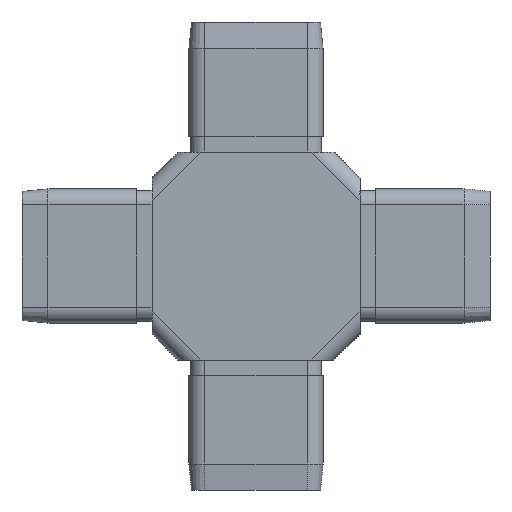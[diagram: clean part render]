
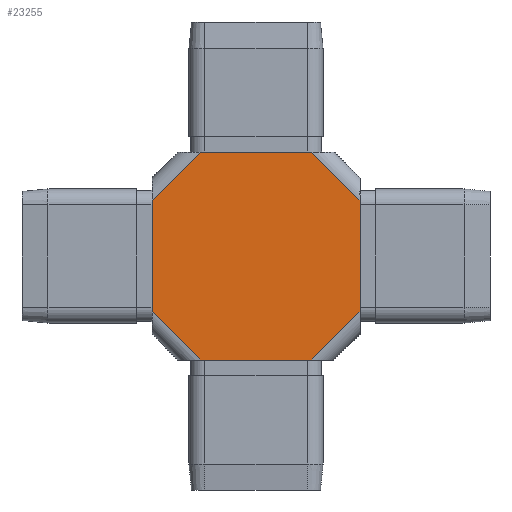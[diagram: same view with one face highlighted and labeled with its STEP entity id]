
A CAD part, left-side view. The second image highlights one B-rep face of the part: STEP entity #23255.
In plain terms, the highlighted planar face has unit normal (-1, 0, 0).
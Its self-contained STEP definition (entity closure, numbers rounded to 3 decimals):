
#1772 = ORIENTED_EDGE ( 'NONE', *, *, #9480, .T. ) ;
#2287 = VERTEX_POINT ( 'NONE', #27630 ) ;
#2473 = EDGE_CURVE ( 'NONE', #4598, #2287, #23490, .T. ) ;
#2936 = DIRECTION ( 'NONE',  ( 0., -1., 0. ) ) ;
#3231 = LINE ( 'NONE', #26989, #27417 ) ;
#3480 = ORIENTED_EDGE ( 'NONE', *, *, #2473, .F. ) ;
#3498 = DIRECTION ( 'NONE',  ( 0., 0.707, -0.707 ) ) ;
#3648 = VERTEX_POINT ( 'NONE', #6555 ) ;
#4598 = VERTEX_POINT ( 'NONE', #13704 ) ;
#5418 = ORIENTED_EDGE ( 'NONE', *, *, #7502, .T. ) ;
#6160 = DIRECTION ( 'NONE',  ( 0., 1., 0. ) ) ;
#6290 = LINE ( 'NONE', #29755, #6673 ) ;
#6429 = DIRECTION ( 'NONE',  ( 0., 0., -1. ) ) ;
#6555 = CARTESIAN_POINT ( 'NONE',  ( -15., -10.757, 20. ) ) ;
#6673 = VECTOR ( 'NONE', #21996, 1000. ) ;
#6926 = VERTEX_POINT ( 'NONE', #16947 ) ;
#6945 = VERTEX_POINT ( 'NONE', #12094 ) ;
#7502 = EDGE_CURVE ( 'NONE', #32786, #25276, #18080, .T. ) ;
#8250 = CARTESIAN_POINT ( 'NONE',  ( -15., 20., -20. ) ) ;
#9178 = EDGE_CURVE ( 'NONE', #26913, #2287, #3231, .T. ) ;
#9480 = EDGE_CURVE ( 'NONE', #25276, #26913, #17359, .T. ) ;
#9568 = LINE ( 'NONE', #28872, #12401 ) ;
#10533 = VECTOR ( 'NONE', #2936, 1000. ) ;
#11358 = PLANE ( 'NONE',  #30249 ) ;
#11540 = DIRECTION ( 'NONE',  ( 0., -0.707, 0.707 ) ) ;
#12094 = CARTESIAN_POINT ( 'NONE',  ( -15., 20., 10.757 ) ) ;
#12401 = VECTOR ( 'NONE', #18152, 1000. ) ;
#13704 = CARTESIAN_POINT ( 'NONE',  ( -15., -20., 10.757 ) ) ;
#13714 = VECTOR ( 'NONE', #3498, 1000. ) ;
#15275 = DIRECTION ( 'NONE',  ( 0., 0., -1. ) ) ;
#15791 = VECTOR ( 'NONE', #15275, 1000. ) ;
#15876 = FACE_OUTER_BOUND ( 'NONE', #19085, .T. ) ;
#16450 = DIRECTION ( 'NONE',  ( 0., -0.707, -0.707 ) ) ;
#16947 = CARTESIAN_POINT ( 'NONE',  ( -15., 10.757, 20. ) ) ;
#17359 = LINE ( 'NONE', #8250, #10533 ) ;
#18025 = ORIENTED_EDGE ( 'NONE', *, *, #20151, .F. ) ;
#18080 = LINE ( 'NONE', #29108, #19322 ) ;
#18126 = EDGE_CURVE ( 'NONE', #4598, #3648, #6290, .T. ) ;
#18152 = DIRECTION ( 'NONE',  ( 0., -1., 0. ) ) ;
#18744 = ORIENTED_EDGE ( 'NONE', *, *, #22436, .T. ) ;
#18762 = CARTESIAN_POINT ( 'NONE',  ( -15., 20., -10.757 ) ) ;
#19085 = EDGE_LOOP ( 'NONE', ( #18744, #5418, #1772, #24509, #3480, #27201, #18025, #19111 ) ) ;
#19111 = ORIENTED_EDGE ( 'NONE', *, *, #29392, .T. ) ;
#19322 = VECTOR ( 'NONE', #16450, 1000. ) ;
#20151 = EDGE_CURVE ( 'NONE', #6926, #3648, #9568, .T. ) ;
#21662 = DIRECTION ( 'NONE',  ( 1., 0., 0. ) ) ;
#21996 = DIRECTION ( 'NONE',  ( 0., 0.707, 0.707 ) ) ;
#22436 = EDGE_CURVE ( 'NONE', #6945, #32786, #32464, .T. ) ;
#23255 = ADVANCED_FACE ( 'NONE', ( #15876 ), #11358, .F. ) ;
#23490 = LINE ( 'NONE', #30731, #15791 ) ;
#23626 = VECTOR ( 'NONE', #6429, 1000. ) ;
#24332 = CARTESIAN_POINT ( 'NONE',  ( -15., 20., 20. ) ) ;
#24509 = ORIENTED_EDGE ( 'NONE', *, *, #9178, .T. ) ;
#25276 = VERTEX_POINT ( 'NONE', #31215 ) ;
#26913 = VERTEX_POINT ( 'NONE', #30022 ) ;
#26989 = CARTESIAN_POINT ( 'NONE',  ( -15., -17.879, -12.879 ) ) ;
#27201 = ORIENTED_EDGE ( 'NONE', *, *, #18126, .T. ) ;
#27417 = VECTOR ( 'NONE', #11540, 1000. ) ;
#27630 = CARTESIAN_POINT ( 'NONE',  ( -15., -20., -10.757 ) ) ;
#27769 = LINE ( 'NONE', #31597, #13714 ) ;
#28872 = CARTESIAN_POINT ( 'NONE',  ( -15., 20., 20. ) ) ;
#29108 = CARTESIAN_POINT ( 'NONE',  ( -15., 12.879, -17.879 ) ) ;
#29392 = EDGE_CURVE ( 'NONE', #6926, #6945, #27769, .T. ) ;
#29454 = CARTESIAN_POINT ( 'NONE',  ( -15., 20., 20. ) ) ;
#29755 = CARTESIAN_POINT ( 'NONE',  ( -15., -12.879, 17.879 ) ) ;
#30022 = CARTESIAN_POINT ( 'NONE',  ( -15., -10.757, -20. ) ) ;
#30249 = AXIS2_PLACEMENT_3D ( 'NONE', #24332, #21662, #6160 ) ;
#30731 = CARTESIAN_POINT ( 'NONE',  ( -15., -20., 20. ) ) ;
#31215 = CARTESIAN_POINT ( 'NONE',  ( -15., 10.757, -20. ) ) ;
#31597 = CARTESIAN_POINT ( 'NONE',  ( -15., 17.879, 12.879 ) ) ;
#32464 = LINE ( 'NONE', #29454, #23626 ) ;
#32786 = VERTEX_POINT ( 'NONE', #18762 ) ;
